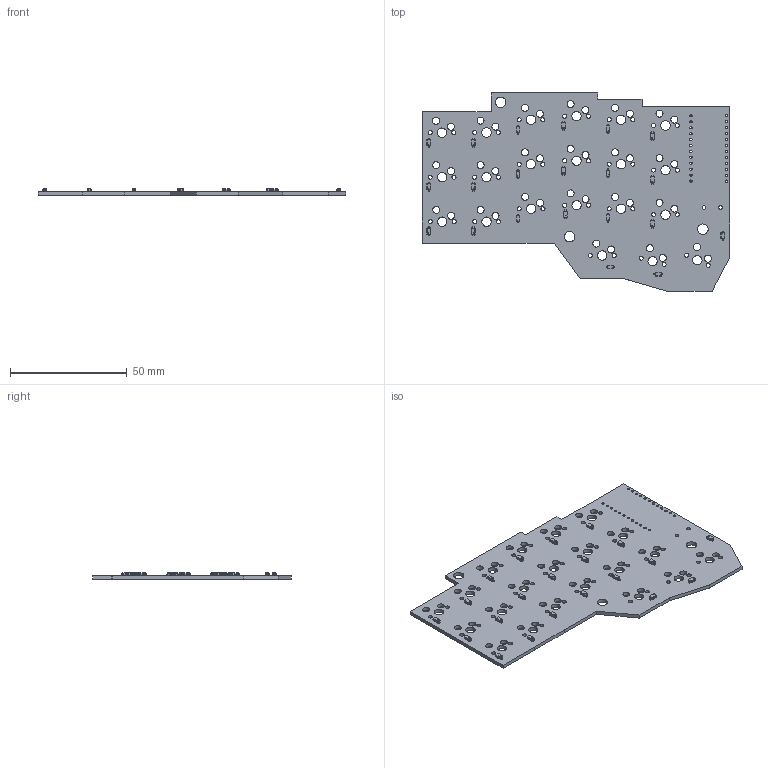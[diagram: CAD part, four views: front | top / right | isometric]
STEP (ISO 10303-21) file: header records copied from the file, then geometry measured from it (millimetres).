
FILE_DESCRIPTION(('KiCad electronic assembly'),'2;1');
FILE_NAME('KeyboardTest2_right.step','2024-05-22T02:18:49',('Pcbnew'),( 'Kicad'),'Open CASCADE STEP processor 7.7','KiCad to STEP converter' ,'Unknown');
FILE_SCHEMA(('AUTOMOTIVE_DESIGN { 1 0 10303 214 1 1 1 1 }'));
Length unit declared in the file: millimetre
Products named in the file (4): KeyboardTest2_right 1; D_SOD-123; D_SOD_123; KeyboardTest2_right_PCB
Assembly tree (23 placements, depth 3):
  KeyboardTest2_right 1
    D_SOD-123  x21
      D_SOD_123
    KeyboardTest2_right_PCB
Bounding box: 131.5 x 84.75 x 2.9 mm (x, y, z)
Volume: 13549 mm3; surface area: 19525.8 mm2
Topology: 22 solids, 22 shells, 1565 faces, 3744 edges, 2244 vertices
Faces by surface type: plane 717, bspline 546, cylinder 302
Full cylindrical faces by diameter (mm): 1 x24, 1.6 x2, 1.75 x42, 3 x42, 3.988 x21, 4.472 x3
Entity records: 8482 total; most frequent: CARTESIAN_POINT 1387, DIRECTION 1322, ORIENTED_EDGE 1248, EDGE_CURVE 624, AXIS2_PLACEMENT_3D 507, FACE_BOUND 494, EDGE_LOOP 494, VERTEX_POINT 404
